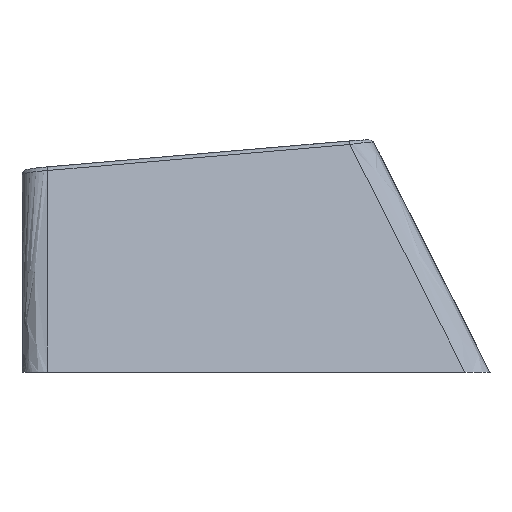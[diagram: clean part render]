
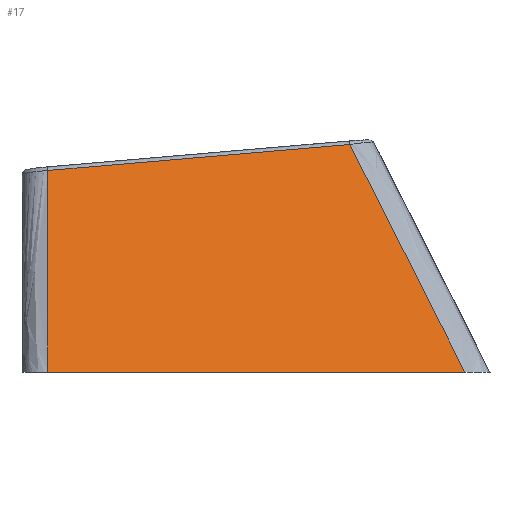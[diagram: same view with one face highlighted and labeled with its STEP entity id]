
A CAD part, left-side view. The second image highlights one B-rep face of the part: STEP entity #17.
In plain terms, the highlighted free-form (B-spline) face has degree [1, 1] with [2, 2] control points.
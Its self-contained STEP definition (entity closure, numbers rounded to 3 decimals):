
#17 = ADVANCED_FACE('',(#18),#91,.F.);
#18 = FACE_BOUND('',#19,.F.);
#19 = EDGE_LOOP('',(#20,#38,#46,#62));
#20 = ORIENTED_EDGE('',*,*,#21,.F.);
#21 = EDGE_CURVE('',#22,#24,#26,.T.);
#22 = VERTEX_POINT('',#23);
#23 = CARTESIAN_POINT('',(-20.931,-8.053,0.));
#24 = VERTEX_POINT('',#25);
#25 = CARTESIAN_POINT('',(-18.225,-3.617,8.776
    ));
#26 = B_SPLINE_CURVE_WITH_KNOTS('',4,(#27,#28,#29,#30,#31,#32,#33,#34,
    #35,#36,#37),.UNSPECIFIED.,.F.,.F.,(5,3,3,5),(-0.399,
    0.241,10.882,11.522),.UNSPECIFIED.);
#27 = CARTESIAN_POINT('',(-21.149,-8.411,
    -0.707));
#28 = CARTESIAN_POINT('',(-21.107,-8.341,
    -0.57));
#29 = CARTESIAN_POINT('',(-21.064,-8.272,
    -0.432));
#30 = CARTESIAN_POINT('',(-21.022,-8.202,
    -0.294));
#31 = CARTESIAN_POINT('',(-20.274,-6.975,2.133)
  );
#32 = CARTESIAN_POINT('',(-19.568,-5.818,4.422
    ));
#33 = CARTESIAN_POINT('',(-18.862,-4.661,6.711
    ));
#34 = CARTESIAN_POINT('',(-18.114,-3.434,9.138));
#35 = CARTESIAN_POINT('',(-18.071,-3.364,9.275));
#36 = CARTESIAN_POINT('',(-18.029,-3.295,9.413));
#37 = CARTESIAN_POINT('',(-17.986,-3.225,9.551));
#38 = ORIENTED_EDGE('',*,*,#39,.T.);
#39 = EDGE_CURVE('',#22,#40,#42,.T.);
#40 = VERTEX_POINT('',#41);
#41 = CARTESIAN_POINT('',(-20.931,8.025,0.));
#42 = LINE('',#43,#44);
#43 = CARTESIAN_POINT('',(-20.931,-9.025,0.));
#44 = VECTOR('',#45,1.);
#45 = DIRECTION('',(0.,1.,0.));
#46 = ORIENTED_EDGE('',*,*,#47,.T.);
#47 = EDGE_CURVE('',#40,#48,#50,.T.);
#48 = VERTEX_POINT('',#49);
#49 = CARTESIAN_POINT('',(-18.534,8.025,7.775)
  );
#50 = B_SPLINE_CURVE_WITH_KNOTS('',4,(#51,#52,#53,#54,#55,#56,#57,#58,
    #59,#60,#61),.UNSPECIFIED.,.F.,.F.,(5,3,3,5),(-0.576,
    0.,9.726,10.303),.UNSPECIFIED.);
#51 = CARTESIAN_POINT('',(-21.101,8.025,-0.551));
#52 = CARTESIAN_POINT('',(-21.059,8.025,-0.413));
#53 = CARTESIAN_POINT('',(-21.016,8.025,-0.275));
#54 = CARTESIAN_POINT('',(-20.974,8.025,-0.138));
#55 = CARTESIAN_POINT('',(-20.215,8.025,2.324));
#56 = CARTESIAN_POINT('',(-19.498,8.025,4.647));
#57 = CARTESIAN_POINT('',(-18.782,8.025,6.971));
#58 = CARTESIAN_POINT('',(-18.023,8.025,9.432));
#59 = CARTESIAN_POINT('',(-17.98,8.025,9.57));
#60 = CARTESIAN_POINT('',(-17.938,8.025,9.708));
#61 = CARTESIAN_POINT('',(-17.896,8.025,9.845));
#62 = ORIENTED_EDGE('',*,*,#63,.F.);
#63 = EDGE_CURVE('',#24,#48,#64,.T.);
#64 = ( BOUNDED_CURVE() B_SPLINE_CURVE(9,(#65,#66,#67,#68,#69,#70,#71,
    #72,#73,#74,#75,#76,#77,#78,#79,#80,#81,#82,#83,#84,#85,#86,#87,#88,
#89,#90),.UNSPECIFIED.,.F.,.F.) B_SPLINE_CURVE_WITH_KNOTS((10,8,8,10),(
    37.723,37.78,49.483,49.495),
.UNSPECIFIED.) CURVE() GEOMETRIC_REPRESENTATION_ITEM() 
RATIONAL_B_SPLINE_CURVE((1.,1.,1.,1.,1.,1.,1.,1.,1.,1.,1.,1.,1.,1.,1.,1.
,1.,1.,1.,1.,1.,1.,1.,1.,1.,1.)) REPRESENTATION_ITEM('') );
#65 = CARTESIAN_POINT('',(-18.225,-3.617,8.776)
  );
#66 = CARTESIAN_POINT('',(-18.225,-3.61,8.776
    ));
#67 = CARTESIAN_POINT('',(-18.226,-3.604,8.775
    ));
#68 = CARTESIAN_POINT('',(-18.226,-3.598,8.774
    ));
#69 = CARTESIAN_POINT('',(-18.226,-3.591,8.774
    ));
#70 = CARTESIAN_POINT('',(-18.226,-3.585,8.773)
  );
#71 = CARTESIAN_POINT('',(-18.226,-3.579,8.773
    ));
#72 = CARTESIAN_POINT('',(-18.226,-3.572,8.772
    ));
#73 = CARTESIAN_POINT('',(-18.227,-3.566,8.772
    ));
#74 = CARTESIAN_POINT('',(-18.261,-2.279,8.661
    ));
#75 = CARTESIAN_POINT('',(-18.294,-1.023,8.553
    ));
#76 = CARTESIAN_POINT('',(-18.328,0.256,8.443)
  );
#77 = CARTESIAN_POINT('',(-18.362,1.523,8.334)
  );
#78 = CARTESIAN_POINT('',(-18.396,2.82,8.222)
  );
#79 = CARTESIAN_POINT('',(-18.43,4.097,8.112)
  );
#80 = CARTESIAN_POINT('',(-18.464,5.396,8.001)
  );
#81 = CARTESIAN_POINT('',(-18.498,6.682,7.89)
  );
#82 = CARTESIAN_POINT('',(-18.534,8.014,7.776)
  );
#83 = CARTESIAN_POINT('',(-18.534,8.015,7.775)
  );
#84 = CARTESIAN_POINT('',(-18.534,8.017,7.775)
  );
#85 = CARTESIAN_POINT('',(-18.534,8.018,7.775)
  );
#86 = CARTESIAN_POINT('',(-18.534,8.019,7.775));
#87 = CARTESIAN_POINT('',(-18.534,8.021,7.775)
  );
#88 = CARTESIAN_POINT('',(-18.534,8.022,7.775)
  );
#89 = CARTESIAN_POINT('',(-18.534,8.024,7.775)
  );
#90 = CARTESIAN_POINT('',(-18.534,8.025,7.775)
  );
#91 = B_SPLINE_SURFACE_WITH_KNOTS('',1,1,(
    (#92,#93)
    ,(#94,#95
  )),.UNSPECIFIED.,.F.,.F.,.F.,(2,2),(2,2),(0.,18.05),(0.,1.),
  .PIECEWISE_BEZIER_KNOTS.);
#92 = CARTESIAN_POINT('',(-20.931,-9.025,0.));
#93 = CARTESIAN_POINT('',(-18.156,-4.475,9.));
#94 = CARTESIAN_POINT('',(-20.931,9.025,0.));
#95 = CARTESIAN_POINT('',(-18.156,9.025,9.));
